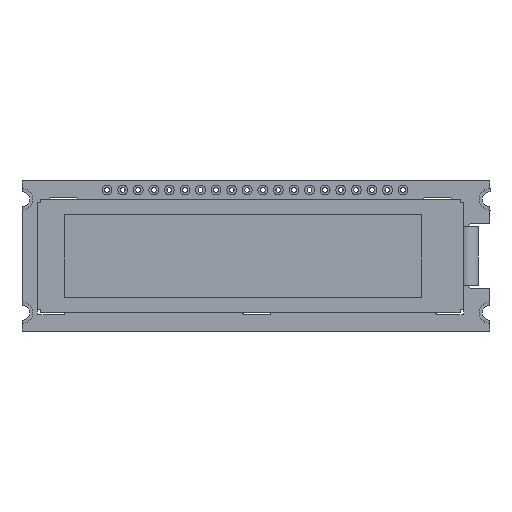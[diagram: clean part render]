
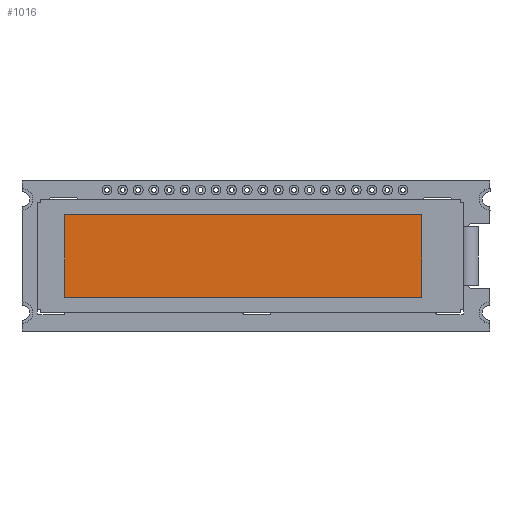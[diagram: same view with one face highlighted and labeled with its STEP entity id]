
A CAD part, top view. The second image highlights one B-rep face of the part: STEP entity #1016.
In plain terms, the highlighted planar face has unit normal (0, 0, 1).
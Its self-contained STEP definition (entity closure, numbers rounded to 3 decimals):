
#471 = AXIS2_PLACEMENT_3D ( 'NONE', #5395, #15669, #6896 ) ;
#892 = FACE_OUTER_BOUND ( 'NONE', #7860, .T. ) ;
#1016 = ADVANCED_FACE ( 'NONE', ( #892 ), #10987, .F. ) ;
#1809 = DIRECTION ( 'NONE',  ( 0., -1., 0. ) ) ;
#2197 = VERTEX_POINT ( 'NONE', #5651 ) ;
#2451 = VECTOR ( 'NONE', #7189, 1000. ) ;
#2490 = VERTEX_POINT ( 'NONE', #3412 ) ;
#3294 = LINE ( 'NONE', #15253, #17139 ) ;
#3334 = EDGE_CURVE ( 'NONE', #7759, #18241, #3294, .T. ) ;
#3412 = CARTESIAN_POINT ( 'NONE',  ( 27.061, -6.76, 3.47 ) ) ;
#3464 = DIRECTION ( 'NONE',  ( -1., 0., 0. ) ) ;
#4090 = CARTESIAN_POINT ( 'NONE',  ( 27.061, -6.76, 3.47 ) ) ;
#5395 = CARTESIAN_POINT ( 'NONE',  ( 0., 0., 3.47 ) ) ;
#5651 = CARTESIAN_POINT ( 'NONE',  ( -31.159, -6.76, 3.47 ) ) ;
#6272 = LINE ( 'NONE', #12120, #17105 ) ;
#6896 = DIRECTION ( 'NONE',  ( -1., 0., 0. ) ) ;
#7189 = DIRECTION ( 'NONE',  ( 1., 0., 0. ) ) ;
#7759 = VERTEX_POINT ( 'NONE', #13545 ) ;
#7860 = EDGE_LOOP ( 'NONE', ( #15608, #9236, #13133, #17779 ) ) ;
#8684 = LINE ( 'NONE', #11160, #12119 ) ;
#9236 = ORIENTED_EDGE ( 'NONE', *, *, #11159, .T. ) ;
#10987 = PLANE ( 'NONE',  #471 ) ;
#11159 = EDGE_CURVE ( 'NONE', #2197, #2490, #14238, .T. ) ;
#11160 = CARTESIAN_POINT ( 'NONE',  ( 27.061, -6.76, 3.47 ) ) ;
#12119 = VECTOR ( 'NONE', #12645, 1000. ) ;
#12120 = CARTESIAN_POINT ( 'NONE',  ( -31.159, 6.76, 3.47 ) ) ;
#12645 = DIRECTION ( 'NONE',  ( 0., 1., 0. ) ) ;
#13133 = ORIENTED_EDGE ( 'NONE', *, *, #18339, .T. ) ;
#13545 = CARTESIAN_POINT ( 'NONE',  ( 27.061, 6.76, 3.47 ) ) ;
#14238 = LINE ( 'NONE', #4090, #2451 ) ;
#14240 = EDGE_CURVE ( 'NONE', #18241, #2197, #6272, .T. ) ;
#15253 = CARTESIAN_POINT ( 'NONE',  ( -31.159, 6.76, 3.47 ) ) ;
#15608 = ORIENTED_EDGE ( 'NONE', *, *, #14240, .T. ) ;
#15669 = DIRECTION ( 'NONE',  ( 0., 0., -1. ) ) ;
#16834 = CARTESIAN_POINT ( 'NONE',  ( -31.159, 6.76, 3.47 ) ) ;
#17105 = VECTOR ( 'NONE', #1809, 1000. ) ;
#17139 = VECTOR ( 'NONE', #3464, 1000. ) ;
#17779 = ORIENTED_EDGE ( 'NONE', *, *, #3334, .T. ) ;
#18241 = VERTEX_POINT ( 'NONE', #16834 ) ;
#18339 = EDGE_CURVE ( 'NONE', #2490, #7759, #8684, .T. ) ;
